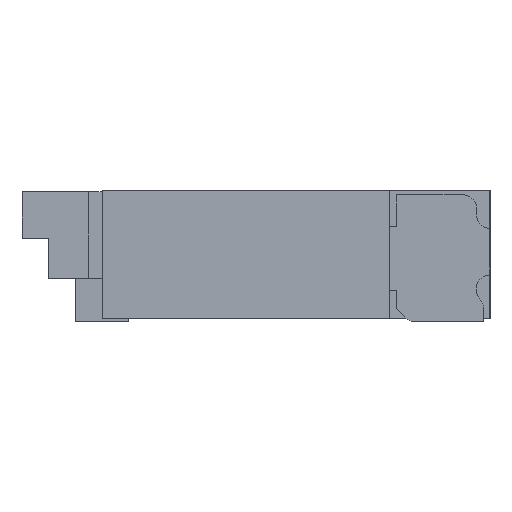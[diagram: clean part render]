
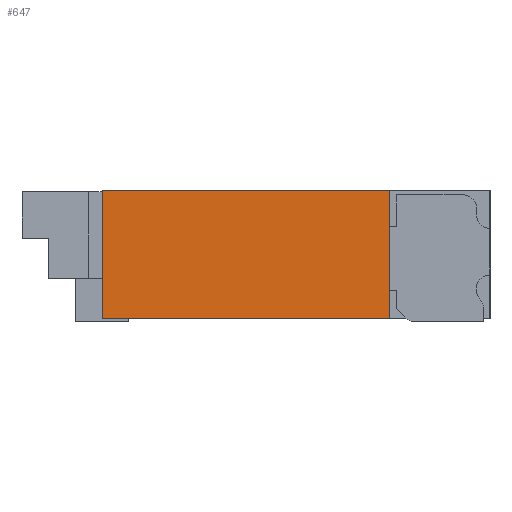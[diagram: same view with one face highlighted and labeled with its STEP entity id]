
A CAD part, left-side view. The second image highlights one B-rep face of the part: STEP entity #647.
In plain terms, the highlighted planar face has unit normal (-1, 0, 0).
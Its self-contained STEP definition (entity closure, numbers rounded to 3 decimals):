
#647 = ADVANCED_FACE( '', ( #1560 ), #1561, .T. );
#1560 = FACE_OUTER_BOUND( '', #2821, .T. );
#1561 = PLANE( '', #2822 );
#2821 = EDGE_LOOP( '', ( #4085, #4086, #4087, #4088 ) );
#2822 = AXIS2_PLACEMENT_3D( '', #4089, #4090, #4091 );
#4085 = ORIENTED_EDGE( '', *, *, #8383, .F. );
#4086 = ORIENTED_EDGE( '', *, *, #8384, .T. );
#4087 = ORIENTED_EDGE( '', *, *, #8385, .T. );
#4088 = ORIENTED_EDGE( '', *, *, #8386, .T. );
#4089 = CARTESIAN_POINT( '', ( -4.5, 0., 0. ) );
#4090 = DIRECTION( '', ( -1., 0., 0. ) );
#4091 = DIRECTION( '', ( 0., 0., 1. ) );
#8383 = EDGE_CURVE( '', #10137, #10138, #10139, .T. );
#8384 = EDGE_CURVE( '', #10137, #10140, #10141, .T. );
#8385 = EDGE_CURVE( '', #10140, #10142, #10143, .T. );
#8386 = EDGE_CURVE( '', #10142, #10138, #10144, .T. );
#10137 = VERTEX_POINT( '', #12777 );
#10138 = VERTEX_POINT( '', #12778 );
#10139 = LINE( '', #12779, #12780 );
#10140 = VERTEX_POINT( '', #12781 );
#10141 = LINE( '', #12782, #12783 );
#10142 = VERTEX_POINT( '', #12784 );
#10143 = LINE( '', #12785, #12786 );
#10144 = LINE( '', #12787, #12788 );
#12777 = CARTESIAN_POINT( '', ( -4.5, -0.7, 0.48 ) );
#12778 = CARTESIAN_POINT( '', ( -4.5, -0.7, -0.48 ) );
#12779 = CARTESIAN_POINT( '', ( -4.5, -0.7, 0. ) );
#12780 = VECTOR( '', #16682, 1000. );
#12781 = CARTESIAN_POINT( '', ( -4.5, 1.45, 0.48 ) );
#12782 = CARTESIAN_POINT( '', ( -4.5, -1.45, 0.48 ) );
#12783 = VECTOR( '', #16683, 1000. );
#12784 = CARTESIAN_POINT( '', ( -4.5, 1.45, -0.48 ) );
#12785 = CARTESIAN_POINT( '', ( -4.5, 1.45, 0.48 ) );
#12786 = VECTOR( '', #16684, 1000. );
#12787 = CARTESIAN_POINT( '', ( -4.5, 1.45, -0.48 ) );
#12788 = VECTOR( '', #16685, 1000. );
#16682 = DIRECTION( '', ( 0., 0., -1. ) );
#16683 = DIRECTION( '', ( 0., 1., 0. ) );
#16684 = DIRECTION( '', ( 0., 0., -1. ) );
#16685 = DIRECTION( '', ( 0., -1., 0. ) );
